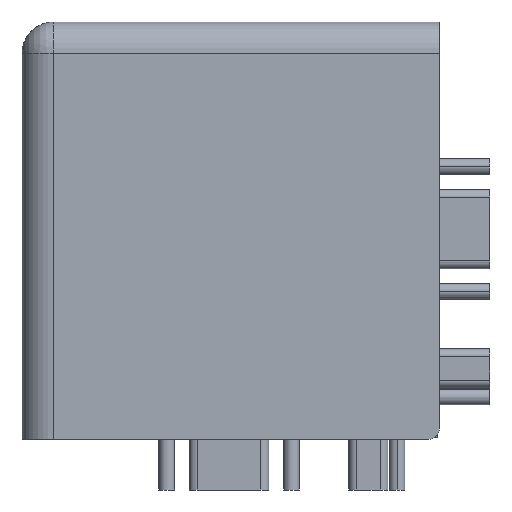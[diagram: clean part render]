
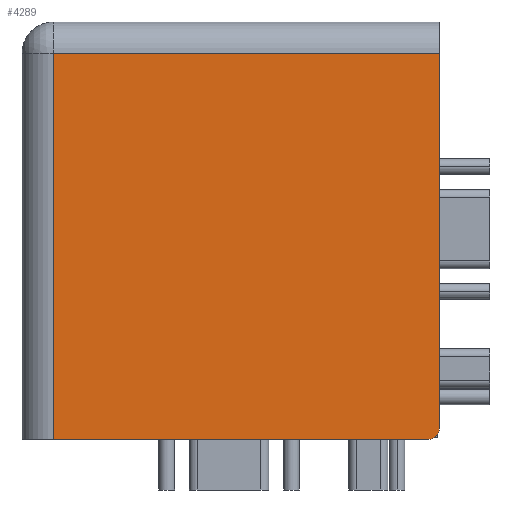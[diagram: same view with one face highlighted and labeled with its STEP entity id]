
A CAD part, left-side view. The second image highlights one B-rep face of the part: STEP entity #4289.
In plain terms, the highlighted face is planar.
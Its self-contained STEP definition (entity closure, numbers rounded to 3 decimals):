
#242 = CARTESIAN_POINT ( 'NONE',  ( 40., 3., 0. ) ) ;
#517 = CARTESIAN_POINT ( 'NONE',  ( 3., 40., 0. ) ) ;
#648 = CARTESIAN_POINT ( 'NONE',  ( 40., 39., 0. ) ) ;
#936 = ORIENTED_EDGE ( 'NONE', *, *, #2224, .T. ) ;
#993 = VERTEX_POINT ( 'NONE', #648 ) ;
#1005 = LINE ( 'NONE', #1054, #9036 ) ;
#1054 = CARTESIAN_POINT ( 'NONE',  ( 40., 40., 0. ) ) ;
#1149 = VECTOR ( 'NONE', #8315, 1000. ) ;
#1383 = DIRECTION ( 'NONE',  ( 0., 0., -1. ) ) ;
#1796 = CARTESIAN_POINT ( 'NONE',  ( 0., 3., 0. ) ) ;
#1999 = DIRECTION ( 'NONE',  ( 0., -1., 0. ) ) ;
#2048 = VERTEX_POINT ( 'NONE', #242 ) ;
#2070 = CARTESIAN_POINT ( 'NONE',  ( 3., 3., 0. ) ) ;
#2224 = EDGE_CURVE ( 'NONE', #2048, #7464, #3995, .T. ) ;
#2304 = DIRECTION ( 'NONE',  ( 0., 0., 1. ) ) ;
#2786 = VECTOR ( 'NONE', #7100, 1000. ) ;
#2964 = CARTESIAN_POINT ( 'NONE',  ( 39., 40., 0. ) ) ;
#3096 = AXIS2_PLACEMENT_3D ( 'NONE', #7058, #1383, #1999 ) ;
#3583 = ORIENTED_EDGE ( 'NONE', *, *, #3672, .F. ) ;
#3672 = EDGE_CURVE ( 'NONE', #4276, #7542, #7565, .T. ) ;
#3763 = DIRECTION ( 'NONE',  ( 0., -1., 0. ) ) ;
#3958 = AXIS2_PLACEMENT_3D ( 'NONE', #6617, #2304, #3763 ) ;
#3995 = LINE ( 'NONE', #1796, #5427 ) ;
#4199 = ORIENTED_EDGE ( 'NONE', *, *, #6293, .T. ) ;
#4276 = VERTEX_POINT ( 'NONE', #2964 ) ;
#4289 = ADVANCED_FACE ( 'NONE', ( #5214 ), #8891, .F. ) ;
#4521 = ORIENTED_EDGE ( 'NONE', *, *, #4980, .T. ) ;
#4980 = EDGE_CURVE ( 'NONE', #993, #2048, #1005, .T. ) ;
#5176 = ORIENTED_EDGE ( 'NONE', *, *, #6348, .T. ) ;
#5214 = FACE_OUTER_BOUND ( 'NONE', #8510, .T. ) ;
#5427 = VECTOR ( 'NONE', #8386, 1000. ) ;
#5464 = CARTESIAN_POINT ( 'NONE',  ( 0., 40., 0. ) ) ;
#6069 = LINE ( 'NONE', #8447, #2786 ) ;
#6293 = EDGE_CURVE ( 'NONE', #7464, #7542, #6069, .T. ) ;
#6348 = EDGE_CURVE ( 'NONE', #4276, #993, #7270, .T. ) ;
#6617 = CARTESIAN_POINT ( 'NONE',  ( 0., 40., 0. ) ) ;
#7058 = CARTESIAN_POINT ( 'NONE',  ( 39., 39., 0. ) ) ;
#7100 = DIRECTION ( 'NONE',  ( 0., 1., 0. ) ) ;
#7270 = CIRCLE ( 'NONE', #3096, 1. ) ;
#7464 = VERTEX_POINT ( 'NONE', #2070 ) ;
#7542 = VERTEX_POINT ( 'NONE', #517 ) ;
#7565 = LINE ( 'NONE', #5464, #1149 ) ;
#8315 = DIRECTION ( 'NONE',  ( -1., 0., 0. ) ) ;
#8386 = DIRECTION ( 'NONE',  ( -1., 0., 0. ) ) ;
#8447 = CARTESIAN_POINT ( 'NONE',  ( 3., 40., 0. ) ) ;
#8510 = EDGE_LOOP ( 'NONE', ( #4521, #936, #4199, #3583, #5176 ) ) ;
#8891 = PLANE ( 'NONE',  #3958 ) ;
#8965 = DIRECTION ( 'NONE',  ( 0., -1., 0. ) ) ;
#9036 = VECTOR ( 'NONE', #8965, 1000. ) ;
